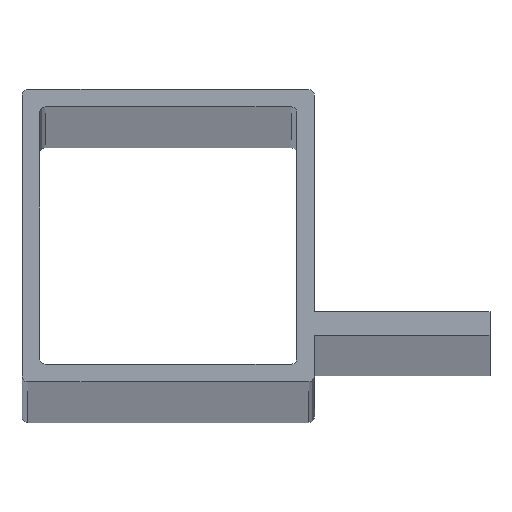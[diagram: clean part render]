
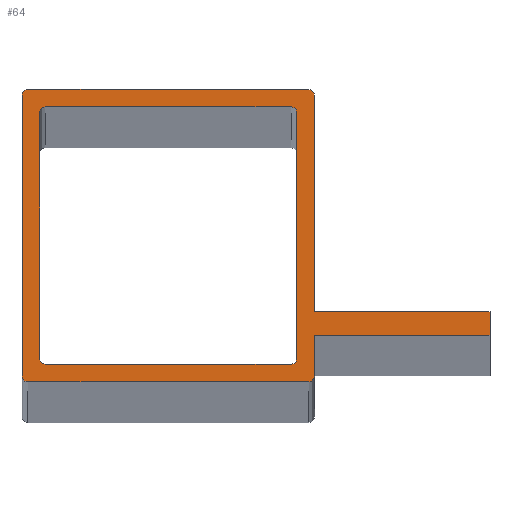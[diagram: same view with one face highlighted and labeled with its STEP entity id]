
A CAD part, top view. The second image highlights one B-rep face of the part: STEP entity #64.
In plain terms, the highlighted planar face has unit normal (0, 0, 1).
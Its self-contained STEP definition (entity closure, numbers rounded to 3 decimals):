
#64 = ADVANCED_FACE( '', ( #134, #135 ), #136, .T. );
#134 = FACE_BOUND( '', #209, .T. );
#135 = FACE_OUTER_BOUND( '', #210, .T. );
#136 = PLANE( '', #211 );
#209 = EDGE_LOOP( '', ( #323, #324, #325, #326, #327, #328, #329, #330 ) );
#210 = EDGE_LOOP( '', ( #331, #332, #333, #334, #335, #336, #337, #338, #339, #340, #341, #342 ) );
#211 = AXIS2_PLACEMENT_3D( '', #343, #344, #345 );
#323 = ORIENTED_EDGE( '', *, *, #461, .F. );
#324 = ORIENTED_EDGE( '', *, *, #501, .F. );
#325 = ORIENTED_EDGE( '', *, *, #502, .F. );
#326 = ORIENTED_EDGE( '', *, *, #503, .F. );
#327 = ORIENTED_EDGE( '', *, *, #495, .F. );
#328 = ORIENTED_EDGE( '', *, *, #504, .F. );
#329 = ORIENTED_EDGE( '', *, *, #490, .F. );
#330 = ORIENTED_EDGE( '', *, *, #499, .F. );
#331 = ORIENTED_EDGE( '', *, *, #505, .T. );
#332 = ORIENTED_EDGE( '', *, *, #476, .T. );
#333 = ORIENTED_EDGE( '', *, *, #506, .T. );
#334 = ORIENTED_EDGE( '', *, *, #485, .T. );
#335 = ORIENTED_EDGE( '', *, *, #481, .T. );
#336 = ORIENTED_EDGE( '', *, *, #507, .T. );
#337 = ORIENTED_EDGE( '', *, *, #508, .T. );
#338 = ORIENTED_EDGE( '', *, *, #471, .T. );
#339 = ORIENTED_EDGE( '', *, *, #509, .T. );
#340 = ORIENTED_EDGE( '', *, *, #510, .T. );
#341 = ORIENTED_EDGE( '', *, *, #466, .T. );
#342 = ORIENTED_EDGE( '', *, *, #511, .T. );
#343 = CARTESIAN_POINT( '', ( -12., -12., 2000. ) );
#344 = DIRECTION( '', ( 0., 0., 1. ) );
#345 = DIRECTION( '', ( 1., 0., 0. ) );
#461 = EDGE_CURVE( '', #544, #546, #547, .T. );
#466 = EDGE_CURVE( '', #555, #553, #556, .T. );
#471 = EDGE_CURVE( '', #564, #562, #565, .T. );
#476 = EDGE_CURVE( '', #573, #571, #574, .T. );
#481 = EDGE_CURVE( '', #582, #580, #583, .T. );
#485 = EDGE_CURVE( '', #588, #582, #589, .T. );
#490 = EDGE_CURVE( '', #595, #597, #598, .T. );
#495 = EDGE_CURVE( '', #604, #606, #607, .T. );
#499 = EDGE_CURVE( '', #546, #595, #611, .T. );
#501 = EDGE_CURVE( '', #613, #544, #614, .T. );
#502 = EDGE_CURVE( '', #615, #613, #616, .T. );
#503 = EDGE_CURVE( '', #606, #615, #617, .T. );
#504 = EDGE_CURVE( '', #597, #604, #618, .T. );
#505 = EDGE_CURVE( '', #619, #573, #620, .T. );
#506 = EDGE_CURVE( '', #571, #588, #621, .T. );
#507 = EDGE_CURVE( '', #580, #622, #623, .T. );
#508 = EDGE_CURVE( '', #622, #564, #624, .T. );
#509 = EDGE_CURVE( '', #562, #625, #626, .T. );
#510 = EDGE_CURVE( '', #625, #555, #627, .T. );
#511 = EDGE_CURVE( '', #553, #619, #628, .T. );
#544 = VERTEX_POINT( '', #667 );
#546 = VERTEX_POINT( '', #670 );
#547 = LINE( '', #671, #672 );
#553 = VERTEX_POINT( '', #680 );
#555 = VERTEX_POINT( '', #683 );
#556 = LINE( '', #684, #685 );
#562 = VERTEX_POINT( '', #693 );
#564 = VERTEX_POINT( '', #696 );
#565 = LINE( '', #697, #698 );
#571 = VERTEX_POINT( '', #705 );
#573 = VERTEX_POINT( '', #708 );
#574 = CIRCLE( '', #709, 0.5 );
#580 = VERTEX_POINT( '', #717 );
#582 = VERTEX_POINT( '', #720 );
#583 = LINE( '', #721, #722 );
#588 = VERTEX_POINT( '', #728 );
#589 = CIRCLE( '', #729, 0.5 );
#595 = VERTEX_POINT( '', #737 );
#597 = VERTEX_POINT( '', #740 );
#598 = LINE( '', #741, #742 );
#604 = VERTEX_POINT( '', #750 );
#606 = VERTEX_POINT( '', #753 );
#607 = LINE( '', #754, #755 );
#611 = CIRCLE( '', #760, 0.5 );
#613 = VERTEX_POINT( '', #762 );
#614 = CIRCLE( '', #763, 0.5 );
#615 = VERTEX_POINT( '', #764 );
#616 = LINE( '', #765, #766 );
#617 = CIRCLE( '', #767, 0.5 );
#618 = CIRCLE( '', #768, 0.5 );
#619 = VERTEX_POINT( '', #769 );
#620 = LINE( '', #770, #771 );
#621 = LINE( '', #772, #773 );
#622 = VERTEX_POINT( '', #774 );
#623 = LINE( '', #775, #776 );
#624 = LINE( '', #777, #778 );
#625 = VERTEX_POINT( '', #779 );
#626 = LINE( '', #780, #781 );
#627 = CIRCLE( '', #782, 0.5 );
#628 = CIRCLE( '', #783, 0.5 );
#667 = CARTESIAN_POINT( '', ( -11., 10.5, 2000. ) );
#670 = CARTESIAN_POINT( '', ( -11., -10.5, 2000. ) );
#671 = CARTESIAN_POINT( '', ( -11., 10.5, 2000. ) );
#672 = VECTOR( '', #830, 1000. );
#680 = CARTESIAN_POINT( '', ( -12., 12.5, 2000. ) );
#683 = CARTESIAN_POINT( '', ( 12., 12.5, 2000. ) );
#684 = CARTESIAN_POINT( '', ( 12., 12.5, 2000. ) );
#685 = VECTOR( '', #834, 1000. );
#693 = CARTESIAN_POINT( '', ( 12.5, -6.5, 2000. ) );
#696 = CARTESIAN_POINT( '', ( 27.5, -6.5, 2000. ) );
#697 = CARTESIAN_POINT( '', ( 27.5, -6.5, 2000. ) );
#698 = VECTOR( '', #838, 1000. );
#705 = CARTESIAN_POINT( '', ( -12., -12.5, 2000. ) );
#708 = CARTESIAN_POINT( '', ( -12.5, -12., 2000. ) );
#709 = AXIS2_PLACEMENT_3D( '', #844, #845, #846 );
#717 = CARTESIAN_POINT( '', ( 12.5, -8.5, 2000. ) );
#720 = CARTESIAN_POINT( '', ( 12.5, -12., 2000. ) );
#721 = CARTESIAN_POINT( '', ( 12.5, -12., 2000. ) );
#722 = VECTOR( '', #850, 1000. );
#728 = CARTESIAN_POINT( '', ( 12., -12.5, 2000. ) );
#729 = AXIS2_PLACEMENT_3D( '', #855, #856, #857 );
#737 = CARTESIAN_POINT( '', ( -10.5, -11., 2000. ) );
#740 = CARTESIAN_POINT( '', ( 10.5, -11., 2000. ) );
#741 = CARTESIAN_POINT( '', ( -10.5, -11., 2000. ) );
#742 = VECTOR( '', #861, 1000. );
#750 = CARTESIAN_POINT( '', ( 11., -10.5, 2000. ) );
#753 = CARTESIAN_POINT( '', ( 11., 10.5, 2000. ) );
#754 = CARTESIAN_POINT( '', ( 11., -10.5, 2000. ) );
#755 = VECTOR( '', #865, 1000. );
#760 = AXIS2_PLACEMENT_3D( '', #870, #871, #872 );
#762 = CARTESIAN_POINT( '', ( -10.5, 11., 2000. ) );
#763 = AXIS2_PLACEMENT_3D( '', #873, #874, #875 );
#764 = CARTESIAN_POINT( '', ( 10.5, 11., 2000. ) );
#765 = CARTESIAN_POINT( '', ( 10.5, 11., 2000. ) );
#766 = VECTOR( '', #876, 1000. );
#767 = AXIS2_PLACEMENT_3D( '', #877, #878, #879 );
#768 = AXIS2_PLACEMENT_3D( '', #880, #881, #882 );
#769 = CARTESIAN_POINT( '', ( -12.5, 12., 2000. ) );
#770 = CARTESIAN_POINT( '', ( -12.5, 12., 2000. ) );
#771 = VECTOR( '', #883, 1000. );
#772 = CARTESIAN_POINT( '', ( -12., -12.5, 2000. ) );
#773 = VECTOR( '', #884, 1000. );
#774 = CARTESIAN_POINT( '', ( 27.5, -8.5, 2000. ) );
#775 = CARTESIAN_POINT( '', ( 12.5, -8.5, 2000. ) );
#776 = VECTOR( '', #885, 1000. );
#777 = CARTESIAN_POINT( '', ( 27.5, -8.5, 2000. ) );
#778 = VECTOR( '', #886, 1000. );
#779 = CARTESIAN_POINT( '', ( 12.5, 12., 2000. ) );
#780 = CARTESIAN_POINT( '', ( 12.5, -6.5, 2000. ) );
#781 = VECTOR( '', #887, 1000. );
#782 = AXIS2_PLACEMENT_3D( '', #888, #889, #890 );
#783 = AXIS2_PLACEMENT_3D( '', #891, #892, #893 );
#830 = DIRECTION( '', ( 0., -1., 0. ) );
#834 = DIRECTION( '', ( -1., 0., 0. ) );
#838 = DIRECTION( '', ( -1., 0., 0. ) );
#844 = CARTESIAN_POINT( '', ( -12., -12., 2000. ) );
#845 = DIRECTION( '', ( 0., 0., 1. ) );
#846 = DIRECTION( '', ( 1., 0., 0. ) );
#850 = DIRECTION( '', ( 0., 1., 0. ) );
#855 = CARTESIAN_POINT( '', ( 12., -12., 2000. ) );
#856 = DIRECTION( '', ( 0., 0., 1. ) );
#857 = DIRECTION( '', ( 1., 0., 0. ) );
#861 = DIRECTION( '', ( 1., 0., 0. ) );
#865 = DIRECTION( '', ( 0., 1., 0. ) );
#870 = CARTESIAN_POINT( '', ( -10.5, -10.5, 2000. ) );
#871 = DIRECTION( '', ( 0., 0., 1. ) );
#872 = DIRECTION( '', ( 1., 0., 0. ) );
#873 = CARTESIAN_POINT( '', ( -10.5, 10.5, 2000. ) );
#874 = DIRECTION( '', ( 0., 0., 1. ) );
#875 = DIRECTION( '', ( 1., 0., 0. ) );
#876 = DIRECTION( '', ( -1., 0., 0. ) );
#877 = CARTESIAN_POINT( '', ( 10.5, 10.5, 2000. ) );
#878 = DIRECTION( '', ( 0., 0., 1. ) );
#879 = DIRECTION( '', ( 1., 0., 0. ) );
#880 = CARTESIAN_POINT( '', ( 10.5, -10.5, 2000. ) );
#881 = DIRECTION( '', ( 0., 0., 1. ) );
#882 = DIRECTION( '', ( 1., 0., 0. ) );
#883 = DIRECTION( '', ( 0., -1., 0. ) );
#884 = DIRECTION( '', ( 1., 0., 0. ) );
#885 = DIRECTION( '', ( 1., 0., 0. ) );
#886 = DIRECTION( '', ( 0., 1., 0. ) );
#887 = DIRECTION( '', ( 0., 1., 0. ) );
#888 = CARTESIAN_POINT( '', ( 12., 12., 2000. ) );
#889 = DIRECTION( '', ( 0., 0., 1. ) );
#890 = DIRECTION( '', ( 1., 0., 0. ) );
#891 = CARTESIAN_POINT( '', ( -12., 12., 2000. ) );
#892 = DIRECTION( '', ( 0., 0., 1. ) );
#893 = DIRECTION( '', ( 1., 0., 0. ) );
